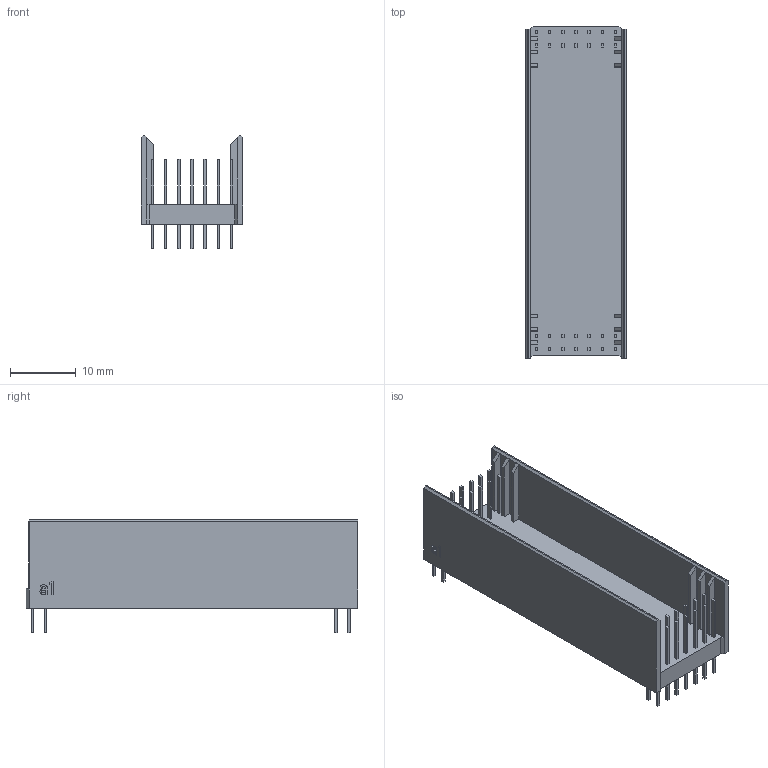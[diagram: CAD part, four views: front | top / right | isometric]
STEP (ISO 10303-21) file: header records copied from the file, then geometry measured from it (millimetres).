
FILE_DESCRIPTION((''),'2;1');
FILE_NAME('ERNI_054392.stp','2014-06-24T16:08:46',(''),(''),'Mechanical Desktop 2011','Mechanical Desktop 2011',', , ');
FILE_SCHEMA(('AUTOMOTIVE_DESIGN { 1 2 10303 214 1 1 1 1 }'));
Length unit declared in the file: millimetre
Products named in the file (1): Product
Bounding box: 15.4 x 50.3 x 17.15 mm (x, y, z)
Volume: 3249 mm3; surface area: 4922.7 mm2
Topology: 69 solids, 69 shells, 466 faces, 973 edges, 648 vertices
Faces by surface type: plane 353, bspline 113
Entity records: 12610 total; most frequent: CARTESIAN_POINT 2993, ORIENTED_EDGE 1946, DIRECTION 1647, EDGE_CURVE 973, VECTOR 939, LINE 939, VERTEX_POINT 648, EDGE_LOOP 469
